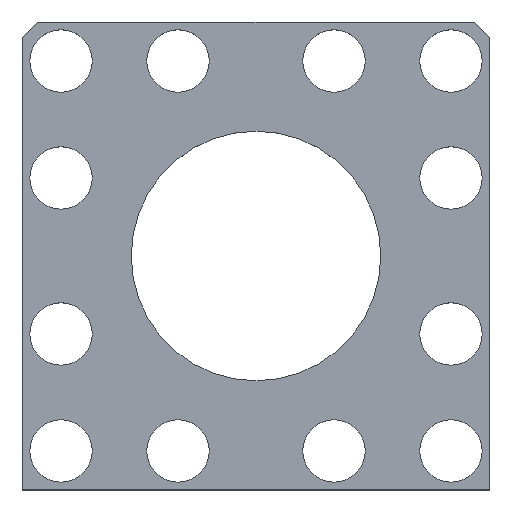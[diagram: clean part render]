
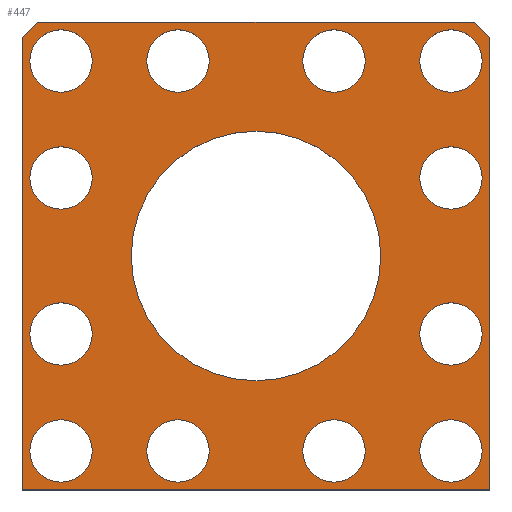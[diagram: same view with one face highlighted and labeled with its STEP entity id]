
A CAD part, top view. The second image highlights one B-rep face of the part: STEP entity #447.
In plain terms, the highlighted planar face has unit normal (0, 0, 1).
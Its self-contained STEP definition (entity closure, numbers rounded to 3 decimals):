
#28=FACE_BOUND('',#104,.T.);
#29=FACE_BOUND('',#105,.T.);
#30=FACE_BOUND('',#106,.T.);
#31=FACE_BOUND('',#107,.T.);
#32=FACE_BOUND('',#108,.T.);
#33=FACE_BOUND('',#109,.T.);
#34=FACE_BOUND('',#110,.T.);
#35=FACE_BOUND('',#111,.T.);
#36=FACE_BOUND('',#112,.T.);
#37=FACE_BOUND('',#113,.T.);
#38=FACE_BOUND('',#114,.T.);
#39=FACE_BOUND('',#115,.T.);
#40=FACE_BOUND('',#116,.T.);
#48=PLANE('',#514);
#69=FACE_OUTER_BOUND('',#103,.T.);
#103=EDGE_LOOP('',(#395,#396,#397,#398,#399,#400));
#104=EDGE_LOOP('',(#401));
#105=EDGE_LOOP('',(#402));
#106=EDGE_LOOP('',(#403));
#107=EDGE_LOOP('',(#404));
#108=EDGE_LOOP('',(#405));
#109=EDGE_LOOP('',(#406));
#110=EDGE_LOOP('',(#407));
#111=EDGE_LOOP('',(#408));
#112=EDGE_LOOP('',(#409));
#113=EDGE_LOOP('',(#410));
#114=EDGE_LOOP('',(#411));
#115=EDGE_LOOP('',(#412));
#116=EDGE_LOOP('',(#413));
#132=LINE('',#728,#163);
#135=LINE('',#734,#166);
#138=LINE('',#740,#169);
#141=LINE('',#746,#172);
#144=LINE('',#752,#175);
#147=LINE('',#756,#178);
#163=VECTOR('',#612,10.);
#166=VECTOR('',#617,10.);
#169=VECTOR('',#622,10.);
#172=VECTOR('',#627,10.);
#175=VECTOR('',#632,10.);
#178=VECTOR('',#637,10.);
#180=CIRCLE('',#470,16.);
#182=CIRCLE('',#473,4.);
#184=CIRCLE('',#476,4.);
#186=CIRCLE('',#479,4.);
#188=CIRCLE('',#482,4.);
#190=CIRCLE('',#485,4.);
#192=CIRCLE('',#488,4.);
#194=CIRCLE('',#491,4.);
#196=CIRCLE('',#494,4.);
#198=CIRCLE('',#497,4.);
#200=CIRCLE('',#500,4.);
#202=CIRCLE('',#503,4.);
#204=CIRCLE('',#506,4.);
#206=VERTEX_POINT('',#646);
#208=VERTEX_POINT('',#652);
#210=VERTEX_POINT('',#658);
#212=VERTEX_POINT('',#664);
#214=VERTEX_POINT('',#670);
#216=VERTEX_POINT('',#676);
#218=VERTEX_POINT('',#682);
#220=VERTEX_POINT('',#688);
#222=VERTEX_POINT('',#694);
#224=VERTEX_POINT('',#700);
#226=VERTEX_POINT('',#706);
#228=VERTEX_POINT('',#712);
#230=VERTEX_POINT('',#718);
#233=VERTEX_POINT('',#725);
#234=VERTEX_POINT('',#727);
#236=VERTEX_POINT('',#733);
#238=VERTEX_POINT('',#739);
#240=VERTEX_POINT('',#745);
#242=VERTEX_POINT('',#751);
#245=EDGE_CURVE('',#206,#206,#180,.T.);
#248=EDGE_CURVE('',#208,#208,#182,.T.);
#251=EDGE_CURVE('',#210,#210,#184,.T.);
#254=EDGE_CURVE('',#212,#212,#186,.T.);
#257=EDGE_CURVE('',#214,#214,#188,.T.);
#260=EDGE_CURVE('',#216,#216,#190,.T.);
#263=EDGE_CURVE('',#218,#218,#192,.T.);
#266=EDGE_CURVE('',#220,#220,#194,.T.);
#269=EDGE_CURVE('',#222,#222,#196,.T.);
#272=EDGE_CURVE('',#224,#224,#198,.T.);
#275=EDGE_CURVE('',#226,#226,#200,.T.);
#278=EDGE_CURVE('',#228,#228,#202,.T.);
#281=EDGE_CURVE('',#230,#230,#204,.T.);
#284=EDGE_CURVE('',#234,#233,#132,.T.);
#287=EDGE_CURVE('',#236,#234,#135,.T.);
#290=EDGE_CURVE('',#238,#236,#138,.T.);
#293=EDGE_CURVE('',#240,#238,#141,.T.);
#296=EDGE_CURVE('',#242,#240,#144,.T.);
#299=EDGE_CURVE('',#233,#242,#147,.T.);
#395=ORIENTED_EDGE('',*,*,#299,.T.);
#396=ORIENTED_EDGE('',*,*,#296,.T.);
#397=ORIENTED_EDGE('',*,*,#293,.T.);
#398=ORIENTED_EDGE('',*,*,#290,.T.);
#399=ORIENTED_EDGE('',*,*,#287,.T.);
#400=ORIENTED_EDGE('',*,*,#284,.T.);
#401=ORIENTED_EDGE('',*,*,#245,.T.);
#402=ORIENTED_EDGE('',*,*,#248,.T.);
#403=ORIENTED_EDGE('',*,*,#251,.T.);
#404=ORIENTED_EDGE('',*,*,#254,.T.);
#405=ORIENTED_EDGE('',*,*,#257,.T.);
#406=ORIENTED_EDGE('',*,*,#260,.T.);
#407=ORIENTED_EDGE('',*,*,#263,.T.);
#408=ORIENTED_EDGE('',*,*,#266,.T.);
#409=ORIENTED_EDGE('',*,*,#269,.T.);
#410=ORIENTED_EDGE('',*,*,#272,.T.);
#411=ORIENTED_EDGE('',*,*,#275,.T.);
#412=ORIENTED_EDGE('',*,*,#278,.T.);
#413=ORIENTED_EDGE('',*,*,#281,.T.);
#447=ADVANCED_FACE('',(#69,#28,#29,#30,#31,#32,#33,#34,#35,#36,#37,#38,
#39,#40),#48,.T.);
#470=AXIS2_PLACEMENT_3D('',#648,#522,#523);
#473=AXIS2_PLACEMENT_3D('',#654,#529,#530);
#476=AXIS2_PLACEMENT_3D('',#660,#536,#537);
#479=AXIS2_PLACEMENT_3D('',#666,#543,#544);
#482=AXIS2_PLACEMENT_3D('',#672,#550,#551);
#485=AXIS2_PLACEMENT_3D('',#678,#557,#558);
#488=AXIS2_PLACEMENT_3D('',#684,#564,#565);
#491=AXIS2_PLACEMENT_3D('',#690,#571,#572);
#494=AXIS2_PLACEMENT_3D('',#696,#578,#579);
#497=AXIS2_PLACEMENT_3D('',#702,#585,#586);
#500=AXIS2_PLACEMENT_3D('',#708,#592,#593);
#503=AXIS2_PLACEMENT_3D('',#714,#599,#600);
#506=AXIS2_PLACEMENT_3D('',#720,#606,#607);
#514=AXIS2_PLACEMENT_3D('',#758,#640,#641);
#522=DIRECTION('center_axis',(0.,0.,-1.));
#523=DIRECTION('ref_axis',(-1.,0.,0.));
#529=DIRECTION('center_axis',(0.,0.,-1.));
#530=DIRECTION('ref_axis',(-1.,0.,0.));
#536=DIRECTION('center_axis',(0.,0.,-1.));
#537=DIRECTION('ref_axis',(-1.,0.,0.));
#543=DIRECTION('center_axis',(0.,0.,-1.));
#544=DIRECTION('ref_axis',(-1.,0.,0.));
#550=DIRECTION('center_axis',(0.,0.,-1.));
#551=DIRECTION('ref_axis',(-1.,0.,0.));
#557=DIRECTION('center_axis',(0.,0.,-1.));
#558=DIRECTION('ref_axis',(-1.,0.,0.));
#564=DIRECTION('center_axis',(0.,0.,-1.));
#565=DIRECTION('ref_axis',(-1.,0.,0.));
#571=DIRECTION('center_axis',(0.,0.,-1.));
#572=DIRECTION('ref_axis',(-1.,0.,0.));
#578=DIRECTION('center_axis',(0.,0.,-1.));
#579=DIRECTION('ref_axis',(-1.,0.,0.));
#585=DIRECTION('center_axis',(0.,0.,-1.));
#586=DIRECTION('ref_axis',(-1.,0.,0.));
#592=DIRECTION('center_axis',(0.,0.,-1.));
#593=DIRECTION('ref_axis',(-1.,0.,0.));
#599=DIRECTION('center_axis',(0.,0.,-1.));
#600=DIRECTION('ref_axis',(-1.,0.,0.));
#606=DIRECTION('center_axis',(0.,0.,-1.));
#607=DIRECTION('ref_axis',(-1.,0.,0.));
#612=DIRECTION('',(0.,-1.,0.));
#617=DIRECTION('',(-0.707,-0.707,0.));
#622=DIRECTION('',(-1.,0.,0.));
#627=DIRECTION('',(-0.707,0.707,0.));
#632=DIRECTION('',(0.,1.,0.));
#637=DIRECTION('',(1.,0.,0.));
#640=DIRECTION('center_axis',(0.,0.,1.));
#641=DIRECTION('ref_axis',(1.,0.,0.));
#646=CARTESIAN_POINT('',(40.127,54.404,2.));
#648=CARTESIAN_POINT('Origin',(24.127,54.404,2.));
#652=CARTESIAN_POINT('',(53.127,79.404,2.));
#654=CARTESIAN_POINT('Origin',(49.127,79.404,2.));
#658=CARTESIAN_POINT('',(3.127,29.404,2.));
#660=CARTESIAN_POINT('Origin',(-0.873,29.404,2.));
#664=CARTESIAN_POINT('',(3.127,79.404,2.));
#666=CARTESIAN_POINT('Origin',(-0.873,79.404,2.));
#670=CARTESIAN_POINT('',(53.127,29.404,2.));
#672=CARTESIAN_POINT('Origin',(49.127,29.404,2.));
#676=CARTESIAN_POINT('',(18.127,29.404,2.));
#678=CARTESIAN_POINT('Origin',(14.127,29.404,2.));
#682=CARTESIAN_POINT('',(53.127,44.404,2.));
#684=CARTESIAN_POINT('Origin',(49.127,44.404,2.));
#688=CARTESIAN_POINT('',(38.127,79.404,2.));
#690=CARTESIAN_POINT('Origin',(34.127,79.404,2.));
#694=CARTESIAN_POINT('',(3.127,64.404,2.));
#696=CARTESIAN_POINT('Origin',(-0.873,64.404,2.));
#700=CARTESIAN_POINT('',(3.127,44.404,2.));
#702=CARTESIAN_POINT('Origin',(-0.873,44.404,2.));
#706=CARTESIAN_POINT('',(18.127,79.404,2.));
#708=CARTESIAN_POINT('Origin',(14.127,79.404,2.));
#712=CARTESIAN_POINT('',(53.127,64.404,2.));
#714=CARTESIAN_POINT('Origin',(49.127,64.404,2.));
#718=CARTESIAN_POINT('',(38.127,29.404,2.));
#720=CARTESIAN_POINT('Origin',(34.127,29.404,2.));
#725=CARTESIAN_POINT('',(-5.873,24.404,2.));
#727=CARTESIAN_POINT('',(-5.873,82.404,2.));
#728=CARTESIAN_POINT('',(-5.873,-21.596,2.));
#733=CARTESIAN_POINT('',(-3.873,84.404,2.));
#734=CARTESIAN_POINT('',(-5.873,82.404,2.));
#739=CARTESIAN_POINT('',(52.127,84.404,2.));
#740=CARTESIAN_POINT('',(-3.873,84.404,2.));
#745=CARTESIAN_POINT('',(54.127,82.404,2.));
#746=CARTESIAN_POINT('',(52.127,84.404,2.));
#751=CARTESIAN_POINT('',(54.127,24.404,2.));
#752=CARTESIAN_POINT('',(54.127,82.404,2.));
#756=CARTESIAN_POINT('',(54.127,24.404,2.));
#758=CARTESIAN_POINT('Origin',(24.127,54.102,2.));
